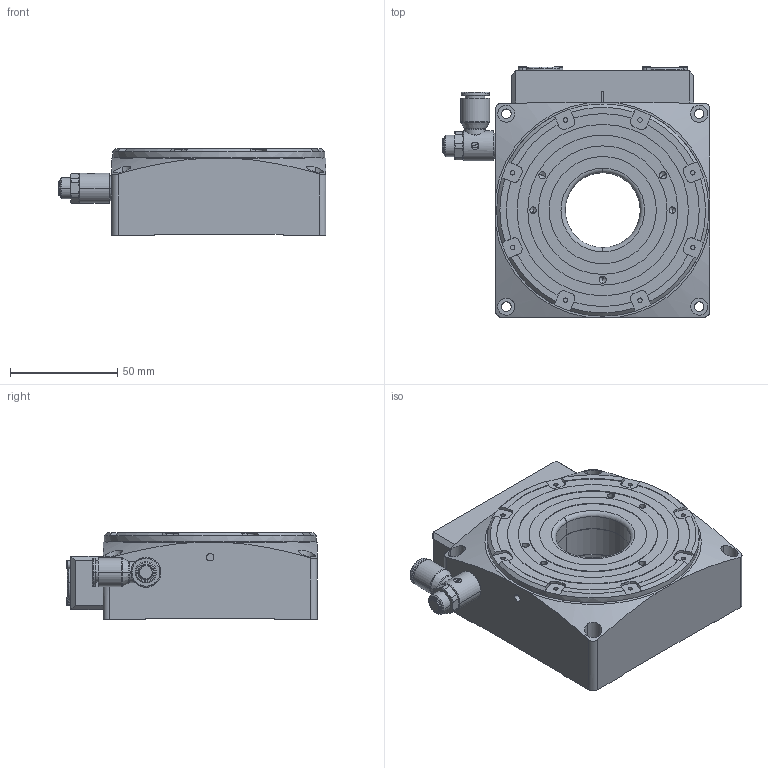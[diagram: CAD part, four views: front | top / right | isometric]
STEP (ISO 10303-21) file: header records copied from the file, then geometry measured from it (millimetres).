
FILE_DESCRIPTION((''),'2;1');
FILE_NAME('745535-01-D01','2012-06-20T',('ch5375'),(''),'PRO/ENGINEER BY PARAMETRIC TECHNOLOGY CORPORATION, 2010370','PRO/ENGINEER BY PARAMETRIC TECHNOLOGY CORPORATION, 2010370','');
FILE_SCHEMA(('CONFIG_CONTROL_DESIGN','SHAPE_APPEARANCE_LAYERS_GROUPS'));
Length unit declared in the file: millimetre
Products named in the file (1): 745535-01-D01
Bounding box: 124.96 x 117 x 40.5 mm (x, y, z)
Volume: 373516.8 mm3; surface area: 50615 mm2
Topology: 1 solids, 28 shells, 844 faces, 1972 edges, 1215 vertices
Faces by surface type: cylinder 331, plane 311, cone 166, torus 32, sphere 4
Entity records: 24592 total; most frequent: CARTESIAN_POINT 5232, DIRECTION 4194, ORIENTED_EDGE 3836, EDGE_CURVE 1918, AXIS2_PLACEMENT_3D 1661, VERTEX_POINT 1215, EDGE_LOOP 963, VECTOR 872
